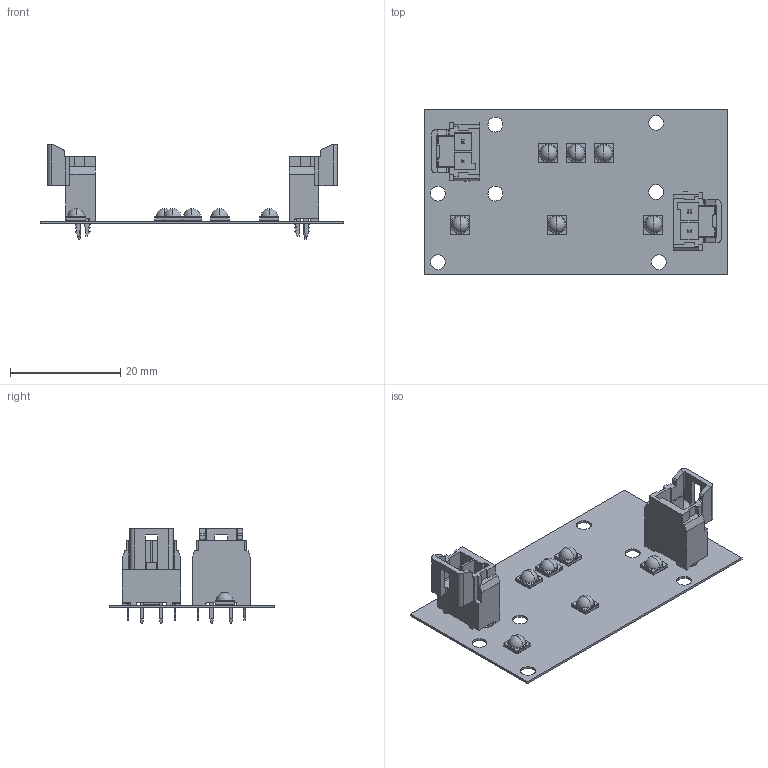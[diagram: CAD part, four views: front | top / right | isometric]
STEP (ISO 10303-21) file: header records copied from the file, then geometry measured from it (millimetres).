
FILE_DESCRIPTION(('Open CASCADE Model'),'2;1');
FILE_NAME('Open CASCADE Shape Model','2019-03-16T15:05:28',('Author'),( 'Open CASCADE'),'Open CASCADE STEP processor 6.8','Open CASCADE 6.8' ,'Unknown');
FILE_SCHEMA(('AUTOMOTIVE_DESIGN { 1 0 10303 214 1 1 1 1 }'));
Length unit declared in the file: millimetre
Products named in the file (21): PCB; Board; Open CASCADE STEP translator 6.8 5.1.1; P2; 1722871102_RGB4210752; Open CASCADE STEP translator 6.8 5.2.1.1; Open CASCADE STEP translator 6.8 5.2.1.2; P1; D6; XLamp_XPG2_3D_STEP; 2500-00565C_ASM; 2500-00565C; 2500-00565C-BT; 2500-00565C-SBN; 2500-00565C-SB; 2610-00066-DOME; D4; D2; D3; D1; D5
Assembly tree (26 placements, depth 5):
  PCB
    Board
      Open CASCADE STEP translator 6.8 5.1.1
    P2
      1722871102_RGB4210752
        Open CASCADE STEP translator 6.8 5.2.1.1
        Open CASCADE STEP translator 6.8 5.2.1.2
    P1
      1722871102_RGB4210752
        Open CASCADE STEP translator 6.8 5.2.1.1
        Open CASCADE STEP translator 6.8 5.2.1.2
    D6
      XLamp_XPG2_3D_STEP
        2500-00565C_ASM
          2500-00565C
          2500-00565C-BT
          2500-00565C-SBN
          2500-00565C-SB
        2610-00066-DOME
    D4
      XLamp_XPG2_3D_STEP
        2500-00565C_ASM
          2500-00565C
          2500-00565C-BT
          2500-00565C-SBN
          2500-00565C-SB
        2610-00066-DOME
    D2
      XLamp_XPG2_3D_STEP
        2500-00565C_ASM
          2500-00565C
          2500-00565C-BT
          2500-00565C-SBN
          2500-00565C-SB
        2610-00066-DOME
    D3
      XLamp_XPG2_3D_STEP
        2500-00565C_ASM
          2500-00565C
          2500-00565C-BT
          2500-00565C-SBN
          2500-00565C-SB
        2610-00066-DOME
    D1
      XLamp_XPG2_3D_STEP
        2500-00565C_ASM
          2500-00565C
          2500-00565C-BT
          2500-00565C-SBN
          2500-00565C-SB
        2610-00066-DOME
    D5
      XLamp_XPG2_3D_STEP
        2500-00565C_ASM
          2500-00565C
          2500-00565C-BT
          2500-00565C-SBN
          2500-00565C-SB
        2610-00066-DOME
Bounding box: 55 x 30 x 17.15 mm (x, y, z)
Volume: 1762.6 mm3; surface area: 5698.1 mm2
Topology: 45 solids, 45 shells, 827 faces, 2125 edges, 1412 vertices
Faces by surface type: plane 636, cylinder 139, cone 24, sphere 16, torus 12
Full cylindrical faces by diameter (mm): 1.02 x4, 2.3 x4, 2.7 x7
Entity records: 11979 total; most frequent: CARTESIAN_POINT 1741, DIRECTION 1627, ORIENTED_EDGE 1618, EDGE_CURVE 809, LINE 653, VECTOR 653, VERTEX_POINT 531, AXIS2_PLACEMENT_3D 487
